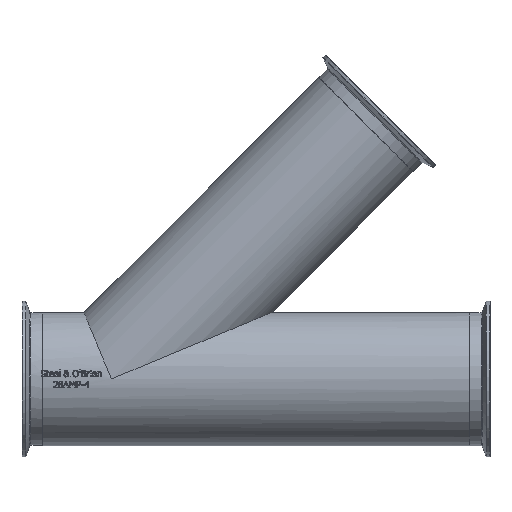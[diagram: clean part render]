
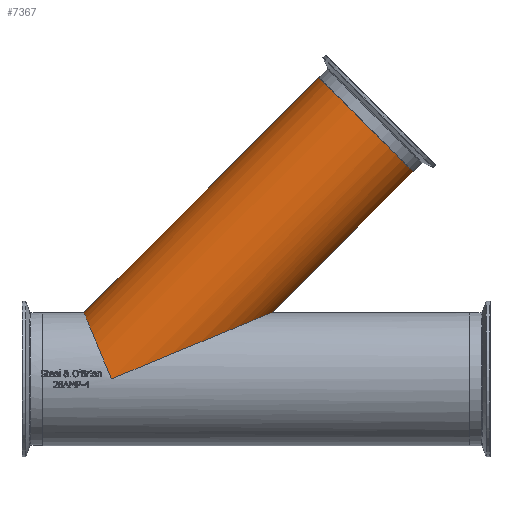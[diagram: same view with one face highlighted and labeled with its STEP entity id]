
A CAD part, top view. The second image highlights one B-rep face of the part: STEP entity #7367.
In plain terms, the highlighted cylindrical face has radius 50.8 mm (diameter 101.6 mm), a full revolution.
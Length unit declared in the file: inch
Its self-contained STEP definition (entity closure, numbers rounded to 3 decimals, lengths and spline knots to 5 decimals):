
#23=ELLIPSE('',#7709,2.16478,2.);
#24=ELLIPSE('',#7710,5.22625,2.);
#25=ELLIPSE('',#7711,5.22625,2.);
#138=CYLINDRICAL_SURFACE('',#7736,2.);
#898=CIRCLE('',#7727,2.);
#899=CIRCLE('',#7728,2.);
#1406=FACE_OUTER_BOUND('',#1841,.T.);
#1841=EDGE_LOOP('',(#6502,#6503,#6504,#6505,#6506,#6507,#6508));
#2332=LINE('',#17138,#2779);
#2779=VECTOR('',#8968,2.);
#3411=VERTEX_POINT('',#17099);
#3412=VERTEX_POINT('',#17100);
#3413=VERTEX_POINT('',#17102);
#3414=VERTEX_POINT('',#17120);
#3415=VERTEX_POINT('',#17121);
#4476=EDGE_CURVE('',#3411,#3412,#23,.T.);
#4477=EDGE_CURVE('',#3412,#3413,#24,.T.);
#4478=EDGE_CURVE('',#3413,#3411,#25,.T.);
#4479=EDGE_CURVE('',#3414,#3415,#898,.T.);
#4480=EDGE_CURVE('',#3415,#3414,#899,.T.);
#4487=EDGE_CURVE('',#3415,#3413,#2332,.T.);
#6502=ORIENTED_EDGE('',*,*,#4479,.T.);
#6503=ORIENTED_EDGE('',*,*,#4487,.T.);
#6504=ORIENTED_EDGE('',*,*,#4477,.F.);
#6505=ORIENTED_EDGE('',*,*,#4476,.F.);
#6506=ORIENTED_EDGE('',*,*,#4478,.F.);
#6507=ORIENTED_EDGE('',*,*,#4487,.F.);
#6508=ORIENTED_EDGE('',*,*,#4480,.T.);
#7367=ADVANCED_FACE('',(#1406),#138,.T.);
#7709=AXIS2_PLACEMENT_3D('',#17101,#8912,#8913);
#7710=AXIS2_PLACEMENT_3D('',#17103,#8914,#8915);
#7711=AXIS2_PLACEMENT_3D('',#17104,#8916,#8917);
#7727=AXIS2_PLACEMENT_3D('',#17122,#8948,#8949);
#7728=AXIS2_PLACEMENT_3D('',#17123,#8950,#8951);
#7736=AXIS2_PLACEMENT_3D('',#17137,#8966,#8967);
#8912=DIRECTION('center_axis',(-0.924,-0.383,0.));
#8913=DIRECTION('ref_axis',(-0.383,0.924,0.));
#8914=DIRECTION('center_axis',(0.383,-0.924,0.));
#8915=DIRECTION('ref_axis',(0.924,0.383,0.));
#8916=DIRECTION('center_axis',(0.383,-0.924,0.));
#8917=DIRECTION('ref_axis',(0.924,0.383,0.));
#8948=DIRECTION('center_axis',(-0.707,-0.707,0.));
#8949=DIRECTION('ref_axis',(-0.707,0.707,0.));
#8950=DIRECTION('center_axis',(-0.707,-0.707,0.));
#8951=DIRECTION('ref_axis',(-0.707,0.707,0.));
#8966=DIRECTION('center_axis',(0.707,0.707,0.));
#8967=DIRECTION('ref_axis',(-0.707,0.707,0.));
#8968=DIRECTION('',(-0.707,-0.707,0.));
#17099=CARTESIAN_POINT('',(0.,0.,2.));
#17100=CARTESIAN_POINT('',(0.,0.,-2.));
#17101=CARTESIAN_POINT('Origin',(0.,0.,
0.));
#17102=CARTESIAN_POINT('',(4.82843,2.,0.));
#17103=CARTESIAN_POINT('Origin',(0.,0.,
0.));
#17104=CARTESIAN_POINT('Origin',(0.,0.,
0.));
#17120=CARTESIAN_POINT('',(7.64559,7.64559,-2.));
#17121=CARTESIAN_POINT('',(9.05981,6.23138,0.));
#17122=CARTESIAN_POINT('Origin',(7.64559,7.64559,0.));
#17123=CARTESIAN_POINT('Origin',(7.64559,7.64559,0.));
#17137=CARTESIAN_POINT('Origin',(4.13779,4.13779,0.));
#17138=CARTESIAN_POINT('',(5.552,2.72357,0.));
